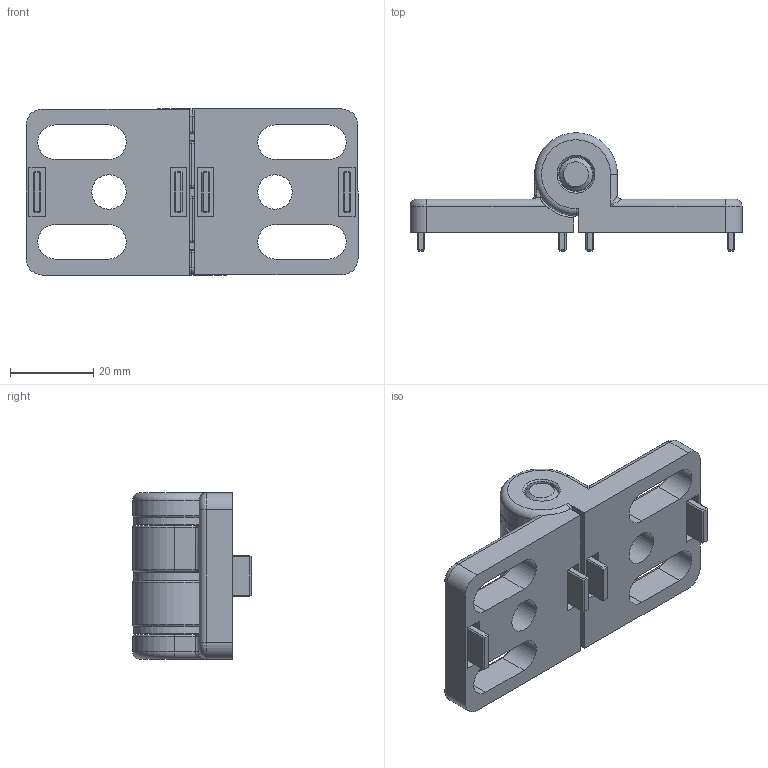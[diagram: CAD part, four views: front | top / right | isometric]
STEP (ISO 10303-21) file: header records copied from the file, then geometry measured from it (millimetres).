
FILE_DESCRIPTION(/* description */ ('KriTec Scharnier 10 40 Zn'),/* implementation_level */ '2;1');
FILE_NAME(/* name */ '81407_KriTec_Scharnier_10_40_Zn.stp',/* time_stamp */ '2019-11-05T16:45:39+01:00',/* author */ ('jendrek'),/* organization */ (''),/* preprocessor_version */ 'ST-DEVELOPER v17',/* originating_system */ 'Autodesk Inventor 2018',/* authorisation */ '');
FILE_SCHEMA (('AUTOMOTIVE_DESIGN { 1 0 10303 214 3 1 1 }'));
Length unit declared in the file: millimetre
Products named in the file (4): 81407; 095310n08r_095 310 n10; 095z-02_095Z.02; 095z-01_095z.01
Assembly tree (6 placements, depth 2):
  81407
    095310n08r_095 310 n10  x2
    095z-02_095Z.02  x3
    095z-01_095z.01
Bounding box: 80 x 28.5 x 40 mm (x, y, z)
Volume: 29407.4 mm3; surface area: 16986.5 mm2
Topology: 6 solids, 6 shells, 255 faces, 618 edges, 375 vertices
Faces by surface type: plane 130, cylinder 76, torus 37, bspline 8, cone 4
Full cylindrical faces by diameter (mm): 7.9 x3, 8 x4, 8.3 x6, 19.7 x3
Entity records: 4666 total; most frequent: CARTESIAN_POINT 1363, DIRECTION 689, ORIENTED_EDGE 626, EDGE_CURVE 313, AXIS2_PLACEMENT_3D 253, VERTEX_POINT 192, LINE 183, VECTOR 183
